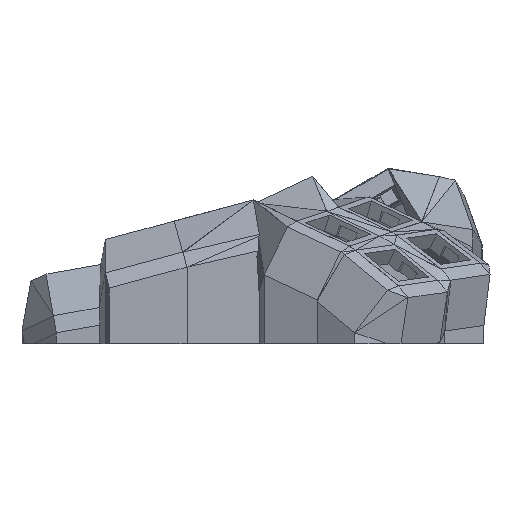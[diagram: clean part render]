
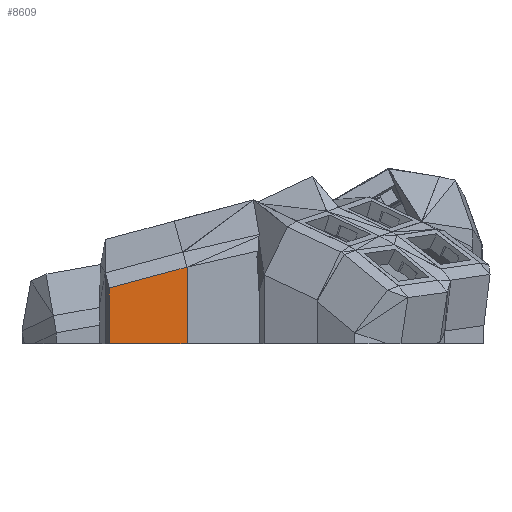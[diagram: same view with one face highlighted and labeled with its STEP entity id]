
A CAD part, front view. The second image highlights one B-rep face of the part: STEP entity #8609.
In plain terms, the highlighted planar face has unit normal (0, -1, 0).
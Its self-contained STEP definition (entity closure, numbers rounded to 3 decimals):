
#100 = PLANE('',#101);
#101 = AXIS2_PLACEMENT_3D('',#102,#103,#104);
#102 = CARTESIAN_POINT('',(175.,-175.,0.));
#103 = DIRECTION('',(0.,0.,1.));
#104 = DIRECTION('',(1.,0.,0.));
#1751 = VERTEX_POINT('',#1752);
#1752 = CARTESIAN_POINT('',(6.485,-69.339,0.));
#1766 = PLANE('',#1767);
#1767 = AXIS2_PLACEMENT_3D('',#1768,#1769,#1770);
#1768 = CARTESIAN_POINT('',(14.962,-69.229,
    1.781));
#1769 = DIRECTION('',(0.013,-1.,
    0.));
#1770 = DIRECTION('',(-1.,-0.013,
    0.));
#1778 = EDGE_CURVE('',#1779,#1751,#1781,.T.);
#1779 = VERTEX_POINT('',#1780);
#1780 = CARTESIAN_POINT('',(-15.586,-69.339,0.));
#1781 = SURFACE_CURVE('',#1782,(#1786,#1793),.PCURVE_S1.);
#1782 = LINE('',#1783,#1784);
#1783 = CARTESIAN_POINT('',(-15.586,-69.339,0.));
#1784 = VECTOR('',#1785,1.);
#1785 = DIRECTION('',(1.,-0.,-0.));
#1786 = PCURVE('',#100,#1787);
#1787 = DEFINITIONAL_REPRESENTATION('',(#1788),#1792);
#1788 = LINE('',#1789,#1790);
#1789 = CARTESIAN_POINT('',(-190.586,105.661));
#1790 = VECTOR('',#1791,1.);
#1791 = DIRECTION('',(1.,-0.));
#1792 = ( GEOMETRIC_REPRESENTATION_CONTEXT(2) 
PARAMETRIC_REPRESENTATION_CONTEXT() REPRESENTATION_CONTEXT('2D SPACE',''
  ) );
#1793 = PCURVE('',#1794,#1799);
#1794 = PLANE('',#1795);
#1795 = AXIS2_PLACEMENT_3D('',#1796,#1797,#1798);
#1796 = CARTESIAN_POINT('',(-7.815,-69.339,
    8.387));
#1797 = DIRECTION('',(-0.,1.,-0.));
#1798 = DIRECTION('',(0.,0.,-1.));
#1799 = DEFINITIONAL_REPRESENTATION('',(#1800),#1804);
#1800 = LINE('',#1801,#1802);
#1801 = CARTESIAN_POINT('',(8.387,7.771));
#1802 = VECTOR('',#1803,1.);
#1803 = DIRECTION('',(-0.,-1.));
#1804 = ( GEOMETRIC_REPRESENTATION_CONTEXT(2) 
PARAMETRIC_REPRESENTATION_CONTEXT() REPRESENTATION_CONTEXT('2D SPACE',''
  ) );
#1822 = PLANE('',#1823);
#1823 = AXIS2_PLACEMENT_3D('',#1824,#1825,#1826);
#1824 = CARTESIAN_POINT('',(-15.887,-68.667,
    2.263));
#1825 = DIRECTION('',(-0.913,-0.409,-0.));
#1826 = DIRECTION('',(0.409,-0.913,0.));
#4697 = EDGE_CURVE('',#1751,#4698,#4700,.T.);
#4698 = VERTEX_POINT('',#4699);
#4699 = CARTESIAN_POINT('',(6.485,-69.339,
    21.763));
#4700 = SURFACE_CURVE('',#4701,(#4705,#4712),.PCURVE_S1.);
#4701 = LINE('',#4702,#4703);
#4702 = CARTESIAN_POINT('',(6.485,-69.339,-10.));
#4703 = VECTOR('',#4704,1.);
#4704 = DIRECTION('',(-0.,-0.,1.));
#4705 = PCURVE('',#1766,#4706);
#4706 = DEFINITIONAL_REPRESENTATION('',(#4707),#4711);
#4707 = LINE('',#4708,#4709);
#4708 = CARTESIAN_POINT('',(8.477,11.781));
#4709 = VECTOR('',#4710,1.);
#4710 = DIRECTION('',(-0.,-1.));
#4711 = ( GEOMETRIC_REPRESENTATION_CONTEXT(2) 
PARAMETRIC_REPRESENTATION_CONTEXT() REPRESENTATION_CONTEXT('2D SPACE',''
  ) );
#4712 = PCURVE('',#1794,#4713);
#4713 = DEFINITIONAL_REPRESENTATION('',(#4714),#4718);
#4714 = LINE('',#4715,#4716);
#4715 = CARTESIAN_POINT('',(18.387,-14.3));
#4716 = VECTOR('',#4717,1.);
#4717 = DIRECTION('',(-1.,0.));
#4718 = ( GEOMETRIC_REPRESENTATION_CONTEXT(2) 
PARAMETRIC_REPRESENTATION_CONTEXT() REPRESENTATION_CONTEXT('2D SPACE',''
  ) );
#8609 = ADVANCED_FACE('',(#8610),#1794,.F.);
#8610 = FACE_BOUND('',#8611,.T.);
#8611 = EDGE_LOOP('',(#8612,#8613,#8641,#8662));
#8612 = ORIENTED_EDGE('',*,*,#4697,.T.);
#8613 = ORIENTED_EDGE('',*,*,#8614,.F.);
#8614 = EDGE_CURVE('',#8615,#4698,#8617,.T.);
#8615 = VERTEX_POINT('',#8616);
#8616 = CARTESIAN_POINT('',(-15.586,-69.339,
    15.849));
#8617 = SURFACE_CURVE('',#8618,(#8622,#8629),.PCURVE_S1.);
#8618 = LINE('',#8619,#8620);
#8619 = CARTESIAN_POINT('',(-15.586,-69.339,
    15.849));
#8620 = VECTOR('',#8621,1.);
#8621 = DIRECTION('',(0.966,-0.,0.259));
#8622 = PCURVE('',#1794,#8623);
#8623 = DEFINITIONAL_REPRESENTATION('',(#8624),#8628);
#8624 = LINE('',#8625,#8626);
#8625 = CARTESIAN_POINT('',(-7.462,7.771));
#8626 = VECTOR('',#8627,1.);
#8627 = DIRECTION('',(-0.259,-0.966));
#8628 = ( GEOMETRIC_REPRESENTATION_CONTEXT(2) 
PARAMETRIC_REPRESENTATION_CONTEXT() REPRESENTATION_CONTEXT('2D SPACE',''
  ) );
#8629 = PCURVE('',#8630,#8635);
#8630 = PLANE('',#8631);
#8631 = AXIS2_PLACEMENT_3D('',#8632,#8633,#8634);
#8632 = CARTESIAN_POINT('',(-6.472,-67.497,21.594
    ));
#8633 = DIRECTION('',(0.129,0.866,-0.483));
#8634 = DIRECTION('',(0.,-0.487,-0.873
    ));
#8635 = DEFINITIONAL_REPRESENTATION('',(#8636),#8640);
#8636 = LINE('',#8637,#8638);
#8637 = CARTESIAN_POINT('',(5.915,9.191));
#8638 = VECTOR('',#8639,1.);
#8639 = DIRECTION('',(-0.226,-0.974));
#8640 = ( GEOMETRIC_REPRESENTATION_CONTEXT(2) 
PARAMETRIC_REPRESENTATION_CONTEXT() REPRESENTATION_CONTEXT('2D SPACE',''
  ) );
#8641 = ORIENTED_EDGE('',*,*,#8642,.T.);
#8642 = EDGE_CURVE('',#8615,#1779,#8643,.T.);
#8643 = SURFACE_CURVE('',#8644,(#8648,#8655),.PCURVE_S1.);
#8644 = LINE('',#8645,#8646);
#8645 = CARTESIAN_POINT('',(-15.586,-69.339,
    15.849));
#8646 = VECTOR('',#8647,1.);
#8647 = DIRECTION('',(-0.,-0.,-1.));
#8648 = PCURVE('',#1794,#8649);
#8649 = DEFINITIONAL_REPRESENTATION('',(#8650),#8654);
#8650 = LINE('',#8651,#8652);
#8651 = CARTESIAN_POINT('',(-7.462,7.771));
#8652 = VECTOR('',#8653,1.);
#8653 = DIRECTION('',(1.,-0.));
#8654 = ( GEOMETRIC_REPRESENTATION_CONTEXT(2) 
PARAMETRIC_REPRESENTATION_CONTEXT() REPRESENTATION_CONTEXT('2D SPACE',''
  ) );
#8655 = PCURVE('',#1822,#8656);
#8656 = DEFINITIONAL_REPRESENTATION('',(#8657),#8661);
#8657 = LINE('',#8658,#8659);
#8658 = CARTESIAN_POINT('',(0.736,13.585));
#8659 = VECTOR('',#8660,1.);
#8660 = DIRECTION('',(-0.,-1.));
#8661 = ( GEOMETRIC_REPRESENTATION_CONTEXT(2) 
PARAMETRIC_REPRESENTATION_CONTEXT() REPRESENTATION_CONTEXT('2D SPACE',''
  ) );
#8662 = ORIENTED_EDGE('',*,*,#1778,.T.);
